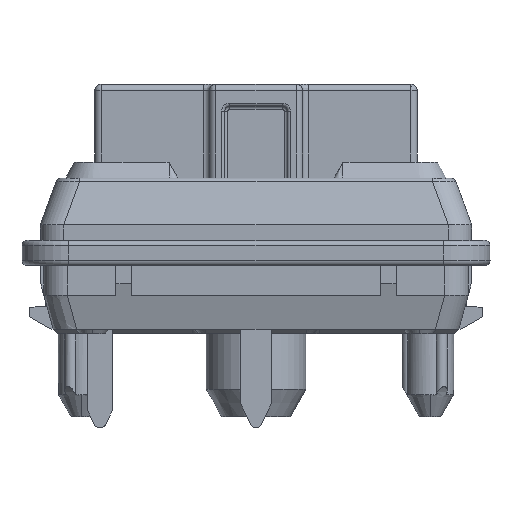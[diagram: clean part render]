
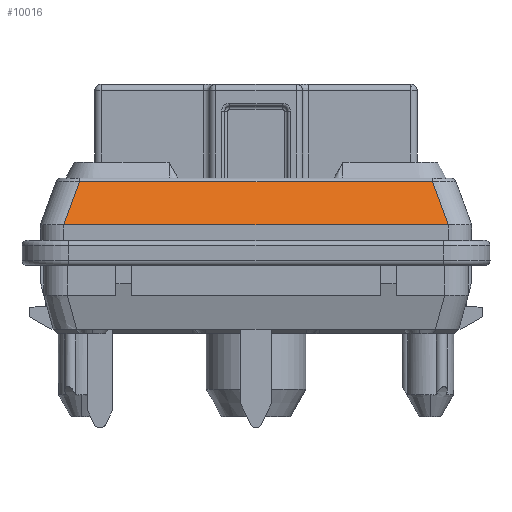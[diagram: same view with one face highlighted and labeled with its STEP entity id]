
A CAD part, front view. The second image highlights one B-rep face of the part: STEP entity #10016.
In plain terms, the highlighted planar face has unit normal (0, -0.939, 0.345).
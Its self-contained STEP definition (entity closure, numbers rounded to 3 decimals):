
#320 = CARTESIAN_POINT ( 'NONE',  ( -5.654, -6.404, 2.68 ) ) ;
#643 = ORIENTED_EDGE ( 'NONE', *, *, #6180, .F. ) ;
#647 = CARTESIAN_POINT ( 'NONE',  ( 0., -6.911, 1.3 ) ) ;
#909 = B_SPLINE_CURVE_WITH_KNOTS ( 'NONE', 1,
 ( #15741, #9180 ),
 .UNSPECIFIED., .F., .F.,
 ( 2, 2 ),
 ( -1.556, 0. ),
 .UNSPECIFIED. ) ;
#4539 = AXIS2_PLACEMENT_3D ( 'NONE', #9075, #10118, #7701 ) ;
#4719 = EDGE_CURVE ( 'NONE', #15125, #13988, #909, .T. ) ;
#4722 = B_SPLINE_CURVE_WITH_KNOTS ( 'NONE', 1,
 ( #13653, #7092 ),
 .UNSPECIFIED., .F., .F.,
 ( 2, 2 ),
 ( -0.044, 11.264 ),
 .UNSPECIFIED. ) ;
#5438 = VERTEX_POINT ( 'NONE', #13033 ) ;
#6099 = ORIENTED_EDGE ( 'NONE', *, *, #7292, .F. ) ;
#6180 = EDGE_CURVE ( 'NONE', #13988, #7909, #9898, .T. ) ;
#6379 = B_SPLINE_CURVE_WITH_KNOTS ( 'NONE', 1,
 ( #6789, #320 ),
 .UNSPECIFIED., .F., .F.,
 ( 2, 2 ),
 ( 0., 1.556 ),
 .UNSPECIFIED. ) ;
#6789 = CARTESIAN_POINT ( 'NONE',  ( -6.161, -6.911, 1.3 ) ) ;
#7092 = CARTESIAN_POINT ( 'NONE',  ( 5.654, -6.404, 2.68 ) ) ;
#7292 = EDGE_CURVE ( 'NONE', #7909, #5438, #6379, .T. ) ;
#7380 = CARTESIAN_POINT ( 'NONE',  ( -6.161, -6.911, 1.3 ) ) ;
#7701 = DIRECTION ( 'NONE',  ( 1., 0., 0. ) ) ;
#7909 = VERTEX_POINT ( 'NONE', #7380 ) ;
#7944 = CARTESIAN_POINT ( 'NONE',  ( 5.654, -6.404, 2.68 ) ) ;
#8667 = ORIENTED_EDGE ( 'NONE', *, *, #4719, .F. ) ;
#8732 = EDGE_CURVE ( 'NONE', #5438, #15125, #4722, .T. ) ;
#8983 = VECTOR ( 'NONE', #10928, 1000. ) ;
#9075 = CARTESIAN_POINT ( 'NONE',  ( -6.161, -6.911, 1.3 ) ) ;
#9180 = CARTESIAN_POINT ( 'NONE',  ( 6.161, -6.911, 1.3 ) ) ;
#9898 = LINE ( 'NONE', #647, #8983 ) ;
#10016 = ADVANCED_FACE ( 'NONE', ( #14090 ), #15715, .T. ) ;
#10118 = DIRECTION ( 'NONE',  ( 0., -0.939, 0.345 ) ) ;
#10724 = CARTESIAN_POINT ( 'NONE',  ( 6.161, -6.911, 1.3 ) ) ;
#10928 = DIRECTION ( 'NONE',  ( -1., 0., 0. ) ) ;
#12709 = EDGE_LOOP ( 'NONE', ( #6099, #643, #8667, #16190 ) ) ;
#13033 = CARTESIAN_POINT ( 'NONE',  ( -5.654, -6.404, 2.68 ) ) ;
#13653 = CARTESIAN_POINT ( 'NONE',  ( -5.654, -6.404, 2.68 ) ) ;
#13988 = VERTEX_POINT ( 'NONE', #10724 ) ;
#14090 = FACE_OUTER_BOUND ( 'NONE', #12709, .T. ) ;
#15125 = VERTEX_POINT ( 'NONE', #7944 ) ;
#15715 = PLANE ( 'NONE',  #4539 ) ;
#15741 = CARTESIAN_POINT ( 'NONE',  ( 5.654, -6.404, 2.68 ) ) ;
#16190 = ORIENTED_EDGE ( 'NONE', *, *, #8732, .F. ) ;
